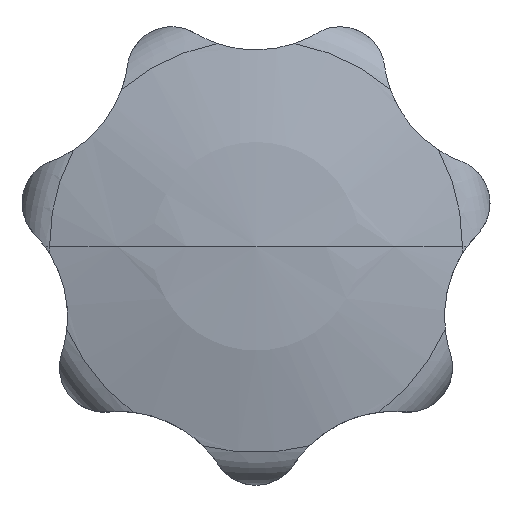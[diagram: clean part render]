
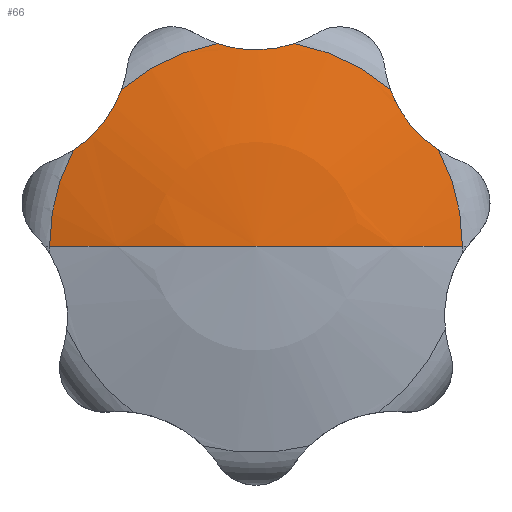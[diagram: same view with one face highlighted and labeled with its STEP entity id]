
A CAD part, top view. The second image highlights one B-rep face of the part: STEP entity #66.
In plain terms, the highlighted spherical face has radius 50 mm.
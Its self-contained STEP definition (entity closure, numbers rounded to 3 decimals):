
#66=ADVANCED_FACE('',(#163),#164,.T.);
#163=FACE_OUTER_BOUND('',#290,.T.);
#164=SPHERICAL_SURFACE('',#291,50.);
#290=EDGE_LOOP('',(#418,#419,#420,#421,#422,#423,#424,#425,#426));
#291=AXIS2_PLACEMENT_3D('',#427,#428,#429);
#418=ORIENTED_EDGE('',*,*,#796,.F.);
#419=ORIENTED_EDGE('',*,*,#797,.F.);
#420=ORIENTED_EDGE('',*,*,#794,.T.);
#421=ORIENTED_EDGE('',*,*,#798,.T.);
#422=ORIENTED_EDGE('',*,*,#799,.T.);
#423=ORIENTED_EDGE('',*,*,#800,.T.);
#424=ORIENTED_EDGE('',*,*,#801,.T.);
#425=ORIENTED_EDGE('',*,*,#802,.T.);
#426=ORIENTED_EDGE('',*,*,#803,.T.);
#427=CARTESIAN_POINT('',(0.,0.,-30.));
#428=DIRECTION('',(0.,0.,1.0));
#429=DIRECTION('',(1.0,0.,0.0));
#794=EDGE_CURVE('',#942,#950,#952,.T.);
#796=EDGE_CURVE('',#954,#955,#956,.T.);
#797=EDGE_CURVE('',#942,#954,#957,.T.);
#798=EDGE_CURVE('',#950,#958,#959,.T.);
#799=EDGE_CURVE('',#958,#960,#961,.T.);
#800=EDGE_CURVE('',#960,#962,#963,.T.);
#801=EDGE_CURVE('',#962,#964,#965,.T.);
#802=EDGE_CURVE('',#964,#966,#967,.T.);
#803=EDGE_CURVE('',#966,#955,#968,.T.);
#942=VERTEX_POINT('',#1171);
#950=VERTEX_POINT('',#1202);
#952=CIRCLE('',#1209,13.83);
#954=VERTEX_POINT('',#1211);
#955=VERTEX_POINT('',#1212);
#956=CIRCLE('',#1213,50.);
#957=CIRCLE('',#1214,50.);
#958=VERTEX_POINT('',#1215);
#959=B_SPLINE_CURVE_WITH_KNOTS('',3,(#1216,#1217,#1218,#1219,#1220,#1221,#1222,#1223,#1224,#1225),.UNSPECIFIED.,.F.,.F.,(4,2,2,2,4),(-6.741,-6.022,-4.516,-3.011,-1.656),.UNSPECIFIED.);
#960=VERTEX_POINT('',#1226);
#961=CIRCLE('',#1227,13.83);
#962=VERTEX_POINT('',#1228);
#963=B_SPLINE_CURVE_WITH_KNOTS('',3,(#1229,#1230,#1231,#1232,#1233,#1234,#1235,#1236,#1237,#1238),.UNSPECIFIED.,.F.,.F.,(4,2,2,2,4),(-6.741,-6.022,-4.516,-3.011,-1.656),.UNSPECIFIED.);
#964=VERTEX_POINT('',#1239);
#965=CIRCLE('',#1240,13.83);
#966=VERTEX_POINT('',#1241);
#967=B_SPLINE_CURVE_WITH_KNOTS('',3,(#1242,#1243,#1244,#1245,#1246,#1247,#1248,#1249,#1250,#1251),.UNSPECIFIED.,.F.,.F.,(4,2,2,2,4),(-6.741,-6.022,-4.516,-3.011,-1.656),.UNSPECIFIED.);
#968=CIRCLE('',#1252,13.83);
#1171=CARTESIAN_POINT('',(13.83,0.,18.049));
#1202=CARTESIAN_POINT('',(12.234,6.449,18.049));
#1209=AXIS2_PLACEMENT_3D('',#1960,#1961,#1962);
#1211=CARTESIAN_POINT('',(0.,0.,20.0));
#1212=CARTESIAN_POINT('',(-13.83,0.,18.049));
#1213=AXIS2_PLACEMENT_3D('',#1963,#1964,#1965);
#1214=AXIS2_PLACEMENT_3D('',#1966,#1967,#1968);
#1215=CARTESIAN_POINT('',(9.01,10.492,18.049));
#1216=CARTESIAN_POINT('',(12.234,6.449,18.049));
#1217=CARTESIAN_POINT('',(12.029,6.58,18.084));
#1218=CARTESIAN_POINT('',(11.832,6.719,18.114));
#1219=CARTESIAN_POINT('',(11.249,7.17,18.19));
#1220=CARTESIAN_POINT('',(10.869,7.524,18.224));
#1221=CARTESIAN_POINT('',(10.179,8.312,18.245));
#1222=CARTESIAN_POINT('',(9.868,8.746,18.233));
#1223=CARTESIAN_POINT('',(9.367,9.618,18.166));
#1224=CARTESIAN_POINT('',(9.168,10.051,18.116));
#1225=CARTESIAN_POINT('',(9.01,10.492,18.049));
#1226=CARTESIAN_POINT('',(2.586,13.586,18.049));
#1227=AXIS2_PLACEMENT_3D('',#1969,#1970,#1971);
#1228=CARTESIAN_POINT('',(-2.586,13.586,18.049));
#1229=CARTESIAN_POINT('',(2.586,13.586,18.049));
#1230=CARTESIAN_POINT('',(2.356,13.507,18.084));
#1231=CARTESIAN_POINT('',(2.124,13.44,18.114));
#1232=CARTESIAN_POINT('',(1.407,13.265,18.19));
#1233=CARTESIAN_POINT('',(0.894,13.189,18.224));
#1234=CARTESIAN_POINT('',(-0.152,13.141,18.245));
#1235=CARTESIAN_POINT('',(-0.685,13.168,18.233));
#1236=CARTESIAN_POINT('',(-1.679,13.32,18.166));
#1237=CARTESIAN_POINT('',(-2.143,13.434,18.116));
#1238=CARTESIAN_POINT('',(-2.586,13.586,18.049));
#1239=CARTESIAN_POINT('',(-9.01,10.492,18.049));
#1240=AXIS2_PLACEMENT_3D('',#1972,#1973,#1974);
#1241=CARTESIAN_POINT('',(-12.234,6.449,18.049));
#1242=CARTESIAN_POINT('',(-9.01,10.492,18.049));
#1243=CARTESIAN_POINT('',(-9.091,10.264,18.084));
#1244=CARTESIAN_POINT('',(-9.183,10.04,18.114));
#1245=CARTESIAN_POINT('',(-9.494,9.371,18.19));
#1246=CARTESIAN_POINT('',(-9.754,8.922,18.224));
#1247=CARTESIAN_POINT('',(-10.369,8.074,18.245));
#1248=CARTESIAN_POINT('',(-10.723,7.674,18.233));
#1249=CARTESIAN_POINT('',(-11.461,6.992,18.166));
#1250=CARTESIAN_POINT('',(-11.839,6.701,18.116));
#1251=CARTESIAN_POINT('',(-12.234,6.449,18.049));
#1252=AXIS2_PLACEMENT_3D('',#1975,#1976,#1977);
#1960=CARTESIAN_POINT('',(0.,0.,18.049));
#1961=DIRECTION('',(0.,0.,1.0));
#1962=DIRECTION('',(-1.0,0.,0.));
#1963=CARTESIAN_POINT('',(0.,0.,-30.));
#1964=DIRECTION('',(0.,-1.0,0.));
#1965=DIRECTION('',(0.0,0.,1.0));
#1966=CARTESIAN_POINT('',(0.,0.,-30.));
#1967=DIRECTION('',(0.,-1.0,0.));
#1968=DIRECTION('',(0.0,0.,1.0));
#1969=CARTESIAN_POINT('',(0.,0.,18.049));
#1970=DIRECTION('',(0.,0.,1.0));
#1971=DIRECTION('',(-1.0,0.,0.));
#1972=CARTESIAN_POINT('',(0.,0.,18.049));
#1973=DIRECTION('',(0.,0.,1.0));
#1974=DIRECTION('',(-1.0,0.,0.));
#1975=CARTESIAN_POINT('',(0.,0.,18.049));
#1976=DIRECTION('',(0.,0.,1.0));
#1977=DIRECTION('',(-1.0,0.,0.));
